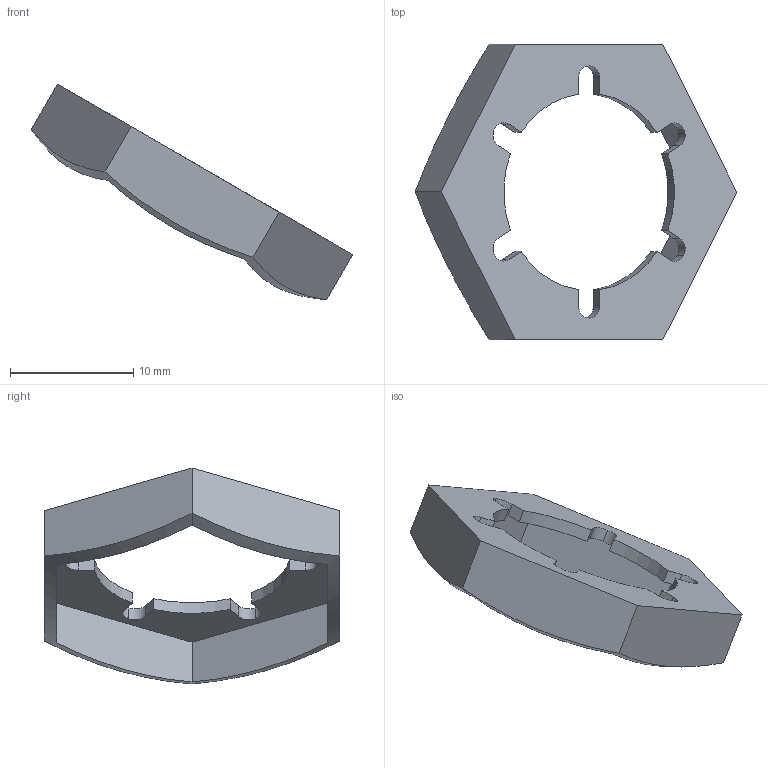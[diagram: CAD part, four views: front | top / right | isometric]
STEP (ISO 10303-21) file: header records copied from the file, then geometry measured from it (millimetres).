
FILE_DESCRIPTION(('CoCreate Modeling STEP Export'),'2;1');
FILE_NAME('bottom.stp','2008-07-11T12:30:15',(''),(''),'CoCreate Modeling STEP processor for AP214 (Solid Model)','CoCreate Modeling 17.00P0623 23-Jun-2008 (C) Parametric Technology GmbH','');
FILE_SCHEMA(('AUTOMOTIVE_DESIGN { 1 0 10303 214 1 1 1 1 }'));
Length unit declared in the file: millimetre
Products named in the file (2): 22734.16; 22734.12
Assembly tree (1 placements, depth 2):
  22734.12
    22734.16
Bounding box: 26.12 x 24 x 17.54 mm (x, y, z)
Volume: 588.1 mm3; surface area: 1337.4 mm2
Topology: 1 solids, 1 shells, 46 faces, 132 edges, 88 vertices
Faces by surface type: plane 26, cylinder 18, cone 2
Entity records: 1582 total; most frequent: CARTESIAN_POINT 397, ORIENTED_EDGE 264, DIRECTION 210, EDGE_CURVE 132, VERTEX_POINT 88, VECTOR 80, LINE 80, AXIS2_PLACEMENT_3D 65
